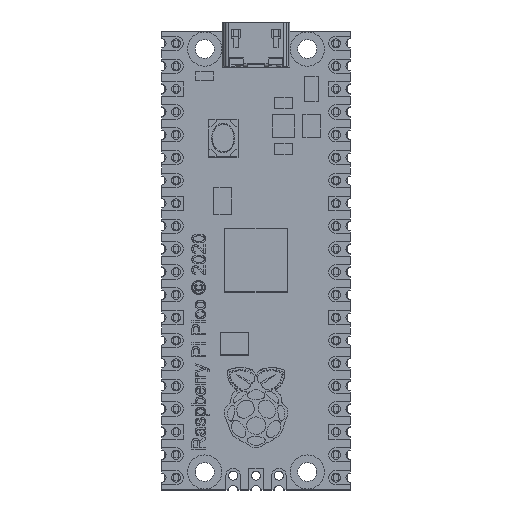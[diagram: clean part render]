
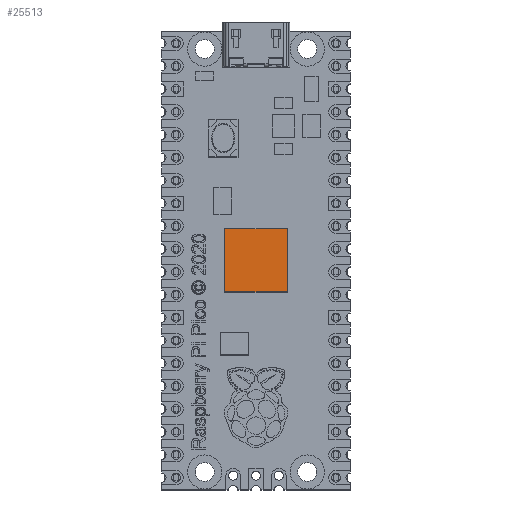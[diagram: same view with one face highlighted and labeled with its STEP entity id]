
A CAD part, top view. The second image highlights one B-rep face of the part: STEP entity #25513.
In plain terms, the highlighted planar face has unit normal (0, 0, 1).
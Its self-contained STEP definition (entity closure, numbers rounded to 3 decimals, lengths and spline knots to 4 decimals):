
#3008=FACE_OUTER_BOUND('',#4536,.T.);
#4536=EDGE_LOOP('',(#19849,#19850,#19851,#19852));
#6659=LINE('',#36983,#9162);
#6662=LINE('',#36989,#9165);
#6665=LINE('',#36995,#9168);
#6668=LINE('',#36999,#9171);
#9162=VECTOR('',#31229,10.);
#9165=VECTOR('',#31234,10.);
#9168=VECTOR('',#31239,10.);
#9171=VECTOR('',#31244,10.);
#11456=VERTEX_POINT('',#36980);
#11457=VERTEX_POINT('',#36982);
#11459=VERTEX_POINT('',#36988);
#11461=VERTEX_POINT('',#36994);
#14481=EDGE_CURVE('',#11457,#11456,#6659,.T.);
#14484=EDGE_CURVE('',#11459,#11457,#6662,.T.);
#14487=EDGE_CURVE('',#11461,#11459,#6665,.T.);
#14490=EDGE_CURVE('',#11456,#11461,#6668,.T.);
#19849=ORIENTED_EDGE('',*,*,#14490,.T.);
#19850=ORIENTED_EDGE('',*,*,#14487,.T.);
#19851=ORIENTED_EDGE('',*,*,#14484,.T.);
#19852=ORIENTED_EDGE('',*,*,#14481,.T.);
#24534=PLANE('',#27382);
#25513=ADVANCED_FACE('',(#3008),#24534,.T.);
#27382=AXIS2_PLACEMENT_3D('',#37000,#31245,#31246);
#31229=DIRECTION('',(0.,1.,0.));
#31234=DIRECTION('',(1.,0.,0.));
#31239=DIRECTION('',(0.,-1.,0.));
#31244=DIRECTION('',(-1.,0.,0.));
#31245=DIRECTION('center_axis',(0.,0.,1.));
#31246=DIRECTION('ref_axis',(1.,0.,0.));
#36980=CARTESIAN_POINT('',(3.5,3.5,1.5));
#36982=CARTESIAN_POINT('',(3.5,-3.5,1.5));
#36983=CARTESIAN_POINT('',(3.5,3.5,1.5));
#36988=CARTESIAN_POINT('',(-3.5,-3.5,1.5));
#36989=CARTESIAN_POINT('',(3.5,-3.5,1.5));
#36994=CARTESIAN_POINT('',(-3.5,3.5,1.5));
#36995=CARTESIAN_POINT('',(-3.5,-3.5,1.5));
#36999=CARTESIAN_POINT('',(-3.5,3.5,1.5));
#37000=CARTESIAN_POINT('Origin',(0.,0.,1.5));
